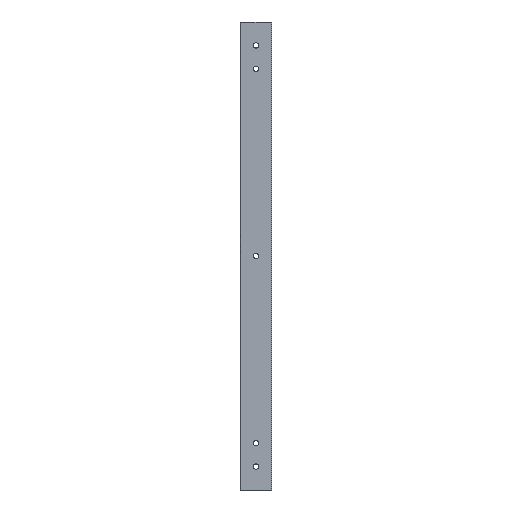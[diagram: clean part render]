
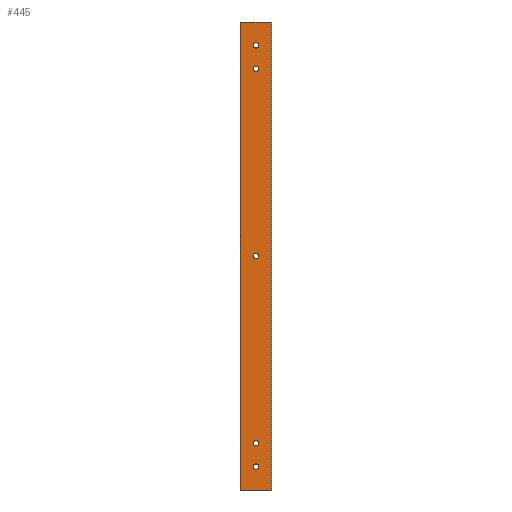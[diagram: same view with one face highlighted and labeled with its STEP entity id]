
A CAD part, front view. The second image highlights one B-rep face of the part: STEP entity #445.
In plain terms, the highlighted planar face has unit normal (0, -1, 0).
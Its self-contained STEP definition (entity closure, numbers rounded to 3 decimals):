
#85 = CARTESIAN_POINT ( 'NONE',  ( 10., 0., 271.75 ) ) ;
#127 = DIRECTION ( 'NONE',  ( 0., -1., 0. ) ) ;
#159 = CARTESIAN_POINT ( 'NONE',  ( 10., 0., 15. ) ) ;
#176 = AXIS2_PLACEMENT_3D ( 'NONE', #1787, #423, #2693 ) ;
#180 = CARTESIAN_POINT ( 'NONE',  ( 19.75, 0., 300. ) ) ;
#181 = CARTESIAN_POINT ( 'NONE',  ( 19.75, 0., 0. ) ) ;
#202 = EDGE_CURVE ( 'NONE', #2282, #2263, #2310, .T. ) ;
#228 = ORIENTED_EDGE ( 'NONE', *, *, #293, .T. ) ;
#240 = CARTESIAN_POINT ( 'NONE',  ( 10., 0., 285. ) ) ;
#243 = VERTEX_POINT ( 'NONE', #1503 ) ;
#244 = AXIS2_PLACEMENT_3D ( 'NONE', #266, #2771, #485 ) ;
#266 = CARTESIAN_POINT ( 'NONE',  ( 10., 0., 150. ) ) ;
#284 = EDGE_LOOP ( 'NONE', ( #1368, #785 ) ) ;
#293 = EDGE_CURVE ( 'NONE', #1269, #410, #1995, .T. ) ;
#319 = DIRECTION ( 'NONE',  ( 0., 0., 1. ) ) ;
#366 = AXIS2_PLACEMENT_3D ( 'NONE', #2738, #1188, #1373 ) ;
#410 = VERTEX_POINT ( 'NONE', #180 ) ;
#423 = DIRECTION ( 'NONE',  ( 0., -1., 0. ) ) ;
#445 = ADVANCED_FACE ( 'NONE', ( #1955, #1781, #1751, #495, #2844, #1283 ), #906, .F. ) ;
#453 = CARTESIAN_POINT ( 'NONE',  ( 0.25, 0., 0. ) ) ;
#465 = CIRCLE ( 'NONE', #1517, 1.75 ) ;
#479 = DIRECTION ( 'NONE',  ( 0., -1., 0. ) ) ;
#485 = DIRECTION ( 'NONE',  ( 0., 0., 1. ) ) ;
#495 = FACE_BOUND ( 'NONE', #284, .T. ) ;
#527 = EDGE_CURVE ( 'NONE', #698, #2514, #1822, .T. ) ;
#584 = AXIS2_PLACEMENT_3D ( 'NONE', #240, #479, #1160 ) ;
#606 = CIRCLE ( 'NONE', #1119, 1.75 ) ;
#698 = VERTEX_POINT ( 'NONE', #85 ) ;
#735 = CARTESIAN_POINT ( 'NONE',  ( 10., 0., 13.25 ) ) ;
#737 = VECTOR ( 'NONE', #2070, 1000. ) ;
#785 = ORIENTED_EDGE ( 'NONE', *, *, #1050, .F. ) ;
#810 = CARTESIAN_POINT ( 'NONE',  ( 10., 0., 150. ) ) ;
#811 = CIRCLE ( 'NONE', #244, 1.75 ) ;
#835 = VERTEX_POINT ( 'NONE', #1910 ) ;
#871 = CARTESIAN_POINT ( 'NONE',  ( 10., 0., 30. ) ) ;
#906 = PLANE ( 'NONE',  #2502 ) ;
#930 = CARTESIAN_POINT ( 'NONE',  ( 0., 0., 0. ) ) ;
#931 = EDGE_CURVE ( 'NONE', #1017, #2218, #811, .T. ) ;
#938 = CARTESIAN_POINT ( 'NONE',  ( 10., 0., 16.75 ) ) ;
#960 = DIRECTION ( 'NONE',  ( 0., 0., 1. ) ) ;
#1008 = DIRECTION ( 'NONE',  ( 0., 0., -1. ) ) ;
#1017 = VERTEX_POINT ( 'NONE', #1457 ) ;
#1039 = CARTESIAN_POINT ( 'NONE',  ( 0.25, 0., 0. ) ) ;
#1050 = EDGE_CURVE ( 'NONE', #243, #835, #1912, .T. ) ;
#1060 = CARTESIAN_POINT ( 'NONE',  ( 10., 0., 268.25 ) ) ;
#1067 = EDGE_CURVE ( 'NONE', #2263, #2282, #606, .T. ) ;
#1074 = DIRECTION ( 'NONE',  ( 0., -1., 0. ) ) ;
#1089 = EDGE_LOOP ( 'NONE', ( #2610, #2269 ) ) ;
#1119 = AXIS2_PLACEMENT_3D ( 'NONE', #2548, #2097, #960 ) ;
#1128 = ORIENTED_EDGE ( 'NONE', *, *, #1814, .F. ) ;
#1131 = EDGE_CURVE ( 'NONE', #1769, #2185, #2276, .T. ) ;
#1156 = CIRCLE ( 'NONE', #584, 1.75 ) ;
#1160 = DIRECTION ( 'NONE',  ( 0., 0., 1. ) ) ;
#1188 = DIRECTION ( 'NONE',  ( 0., -1., 0. ) ) ;
#1205 = ORIENTED_EDGE ( 'NONE', *, *, #1795, .T. ) ;
#1266 = CARTESIAN_POINT ( 'NONE',  ( 0.25, 0., 300. ) ) ;
#1269 = VERTEX_POINT ( 'NONE', #181 ) ;
#1283 = FACE_OUTER_BOUND ( 'NONE', #1554, .T. ) ;
#1298 = DIRECTION ( 'NONE',  ( 0., -1., 0. ) ) ;
#1307 = VERTEX_POINT ( 'NONE', #453 ) ;
#1314 = DIRECTION ( 'NONE',  ( 0., 0., 1. ) ) ;
#1368 = ORIENTED_EDGE ( 'NONE', *, *, #2731, .F. ) ;
#1373 = DIRECTION ( 'NONE',  ( 0., 0., -1. ) ) ;
#1378 = CIRCLE ( 'NONE', #1994, 1.75 ) ;
#1409 = EDGE_CURVE ( 'NONE', #2514, #698, #1613, .T. ) ;
#1457 = CARTESIAN_POINT ( 'NONE',  ( 10., 0., 151.75 ) ) ;
#1489 = CARTESIAN_POINT ( 'NONE',  ( 0., 0., 300. ) ) ;
#1503 = CARTESIAN_POINT ( 'NONE',  ( 10., 0., 283.25 ) ) ;
#1517 = AXIS2_PLACEMENT_3D ( 'NONE', #2124, #1716, #2161 ) ;
#1554 = EDGE_LOOP ( 'NONE', ( #1128, #1205, #1651, #228 ) ) ;
#1585 = ORIENTED_EDGE ( 'NONE', *, *, #1832, .F. ) ;
#1596 = AXIS2_PLACEMENT_3D ( 'NONE', #871, #1074, #1314 ) ;
#1613 = CIRCLE ( 'NONE', #176, 1.75 ) ;
#1651 = ORIENTED_EDGE ( 'NONE', *, *, #2288, .T. ) ;
#1686 = CARTESIAN_POINT ( 'NONE',  ( 10., 0., 285. ) ) ;
#1716 = DIRECTION ( 'NONE',  ( 0., -1., 0. ) ) ;
#1747 = VECTOR ( 'NONE', #1008, 1000. ) ;
#1751 = FACE_BOUND ( 'NONE', #1089, .T. ) ;
#1758 = DIRECTION ( 'NONE',  ( 0., 0., 1. ) ) ;
#1765 = EDGE_LOOP ( 'NONE', ( #2001, #2790 ) ) ;
#1769 = VERTEX_POINT ( 'NONE', #1936 ) ;
#1781 = FACE_BOUND ( 'NONE', #2853, .T. ) ;
#1787 = CARTESIAN_POINT ( 'NONE',  ( 10., 0., 270. ) ) ;
#1795 = EDGE_CURVE ( 'NONE', #1827, #1307, #2412, .T. ) ;
#1814 = EDGE_CURVE ( 'NONE', #1827, #410, #2519, .T. ) ;
#1822 = CIRCLE ( 'NONE', #366, 1.75 ) ;
#1823 = DIRECTION ( 'NONE',  ( 0., 0., 1. ) ) ;
#1827 = VERTEX_POINT ( 'NONE', #1266 ) ;
#1832 = EDGE_CURVE ( 'NONE', #2185, #1769, #465, .T. ) ;
#1850 = VECTOR ( 'NONE', #2209, 1000. ) ;
#1870 = ORIENTED_EDGE ( 'NONE', *, *, #1131, .F. ) ;
#1910 = CARTESIAN_POINT ( 'NONE',  ( 10., 0., 286.75 ) ) ;
#1911 = DIRECTION ( 'NONE',  ( 0., -1., 0. ) ) ;
#1912 = CIRCLE ( 'NONE', #2202, 1.75 ) ;
#1925 = EDGE_LOOP ( 'NONE', ( #2108, #2568 ) ) ;
#1936 = CARTESIAN_POINT ( 'NONE',  ( 10., 0., 31.75 ) ) ;
#1955 = FACE_BOUND ( 'NONE', #1765, .T. ) ;
#1994 = AXIS2_PLACEMENT_3D ( 'NONE', #810, #1298, #1758 ) ;
#1995 = LINE ( 'NONE', #2876, #1850 ) ;
#2001 = ORIENTED_EDGE ( 'NONE', *, *, #1409, .F. ) ;
#2053 = CARTESIAN_POINT ( 'NONE',  ( 10., 0., 28.25 ) ) ;
#2070 = DIRECTION ( 'NONE',  ( 1., 0., 0. ) ) ;
#2088 = LINE ( 'NONE', #930, #737 ) ;
#2091 = VECTOR ( 'NONE', #2837, 1000. ) ;
#2097 = DIRECTION ( 'NONE',  ( 0., -1., 0. ) ) ;
#2108 = ORIENTED_EDGE ( 'NONE', *, *, #931, .F. ) ;
#2124 = CARTESIAN_POINT ( 'NONE',  ( 10., 0., 30. ) ) ;
#2161 = DIRECTION ( 'NONE',  ( 0., 0., 1. ) ) ;
#2185 = VERTEX_POINT ( 'NONE', #2053 ) ;
#2202 = AXIS2_PLACEMENT_3D ( 'NONE', #1686, #1911, #319 ) ;
#2209 = DIRECTION ( 'NONE',  ( 0., 0., 1. ) ) ;
#2218 = VERTEX_POINT ( 'NONE', #2760 ) ;
#2263 = VERTEX_POINT ( 'NONE', #735 ) ;
#2269 = ORIENTED_EDGE ( 'NONE', *, *, #1067, .F. ) ;
#2276 = CIRCLE ( 'NONE', #1596, 1.75 ) ;
#2282 = VERTEX_POINT ( 'NONE', #938 ) ;
#2288 = EDGE_CURVE ( 'NONE', #1307, #1269, #2088, .T. ) ;
#2310 = CIRCLE ( 'NONE', #2762, 1.75 ) ;
#2412 = LINE ( 'NONE', #1039, #1747 ) ;
#2502 = AXIS2_PLACEMENT_3D ( 'NONE', #2934, #2963, #1823 ) ;
#2514 = VERTEX_POINT ( 'NONE', #1060 ) ;
#2519 = LINE ( 'NONE', #1489, #2091 ) ;
#2548 = CARTESIAN_POINT ( 'NONE',  ( 10., 0., 15. ) ) ;
#2568 = ORIENTED_EDGE ( 'NONE', *, *, #2945, .F. ) ;
#2610 = ORIENTED_EDGE ( 'NONE', *, *, #202, .F. ) ;
#2630 = DIRECTION ( 'NONE',  ( 0., 0., 1. ) ) ;
#2693 = DIRECTION ( 'NONE',  ( 0., 0., -1. ) ) ;
#2731 = EDGE_CURVE ( 'NONE', #835, #243, #1156, .T. ) ;
#2738 = CARTESIAN_POINT ( 'NONE',  ( 10., 0., 270. ) ) ;
#2760 = CARTESIAN_POINT ( 'NONE',  ( 10., 0., 148.25 ) ) ;
#2762 = AXIS2_PLACEMENT_3D ( 'NONE', #159, #127, #2630 ) ;
#2771 = DIRECTION ( 'NONE',  ( 0., -1., 0. ) ) ;
#2790 = ORIENTED_EDGE ( 'NONE', *, *, #527, .F. ) ;
#2837 = DIRECTION ( 'NONE',  ( 1., 0., 0. ) ) ;
#2844 = FACE_BOUND ( 'NONE', #1925, .T. ) ;
#2853 = EDGE_LOOP ( 'NONE', ( #1585, #1870 ) ) ;
#2876 = CARTESIAN_POINT ( 'NONE',  ( 19.75, 0., 300. ) ) ;
#2934 = CARTESIAN_POINT ( 'NONE',  ( 0., 0., 300. ) ) ;
#2945 = EDGE_CURVE ( 'NONE', #2218, #1017, #1378, .T. ) ;
#2963 = DIRECTION ( 'NONE',  ( 0., 1., 0. ) ) ;
